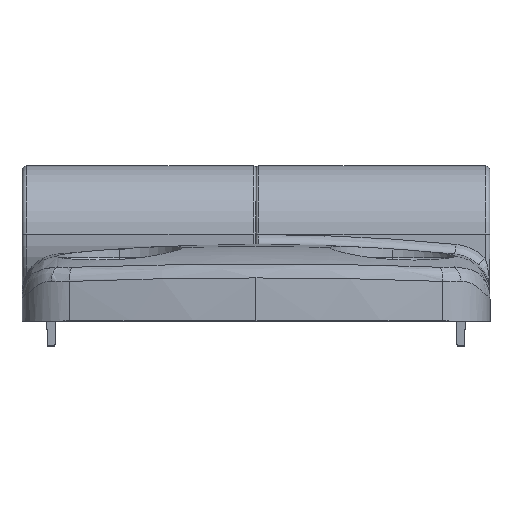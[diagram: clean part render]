
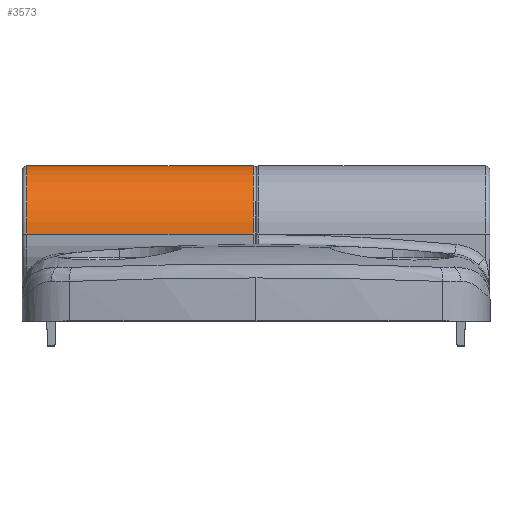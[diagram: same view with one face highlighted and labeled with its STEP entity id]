
A CAD part, top view. The second image highlights one B-rep face of the part: STEP entity #3573.
In plain terms, the highlighted cylindrical face has radius 7 mm (diameter 14 mm), a partial arc.
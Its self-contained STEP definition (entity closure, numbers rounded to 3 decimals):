
#16 = LINE ( 'NONE', #1634, #2331 ) ;
#22 = ORIENTED_EDGE ( 'NONE', *, *, #159, .T. ) ;
#62 = ORIENTED_EDGE ( 'NONE', *, *, #1639, .F. ) ;
#81 = CARTESIAN_POINT ( 'NONE',  ( 24., 8.95, -7. ) ) ;
#109 = DIRECTION ( 'NONE',  ( -1., 0., 0. ) ) ;
#159 = EDGE_CURVE ( 'NONE', #3576, #566, #3642, .T. ) ;
#229 = VERTEX_POINT ( 'NONE', #2815 ) ;
#566 = VERTEX_POINT ( 'NONE', #2980 ) ;
#651 = CYLINDRICAL_SURFACE ( 'NONE', #2155, 7. ) ;
#653 = EDGE_LOOP ( 'NONE', ( #62, #3367, #22, #2079 ) ) ;
#849 = CIRCLE ( 'NONE', #2914, 7. ) ;
#1019 = CARTESIAN_POINT ( 'NONE',  ( -0.3, 8.95, 7. ) ) ;
#1058 = DIRECTION ( 'NONE',  ( -1., 0., 0. ) ) ;
#1366 = DIRECTION ( 'NONE',  ( 0., 0., 1. ) ) ;
#1504 = EDGE_CURVE ( 'NONE', #566, #229, #849, .T. ) ;
#1625 = DIRECTION ( 'NONE',  ( -1., 0., 0. ) ) ;
#1634 = CARTESIAN_POINT ( 'NONE',  ( 24., 8.95, 7. ) ) ;
#1639 = EDGE_CURVE ( 'NONE', #2973, #229, #16, .T. ) ;
#1651 = CARTESIAN_POINT ( 'NONE',  ( 24., 8.95, 0. ) ) ;
#1816 = EDGE_CURVE ( 'NONE', #2973, #3576, #1933, .T. ) ;
#1933 = CIRCLE ( 'NONE', #2826, 7. ) ;
#1995 = VECTOR ( 'NONE', #109, 1000. ) ;
#2079 = ORIENTED_EDGE ( 'NONE', *, *, #1504, .T. ) ;
#2155 = AXIS2_PLACEMENT_3D ( 'NONE', #1651, #1058, #1366 ) ;
#2197 = DIRECTION ( 'NONE',  ( 0., 0., 1. ) ) ;
#2204 = DIRECTION ( 'NONE',  ( 1., 0., 0. ) ) ;
#2212 = CARTESIAN_POINT ( 'NONE',  ( -23.5, 8.95, 0. ) ) ;
#2331 = VECTOR ( 'NONE', #1625, 1000. ) ;
#2608 = FACE_OUTER_BOUND ( 'NONE', #653, .T. ) ;
#2689 = DIRECTION ( 'NONE',  ( 0., 0., -1. ) ) ;
#2694 = DIRECTION ( 'NONE',  ( -1., 0., 0. ) ) ;
#2707 = CARTESIAN_POINT ( 'NONE',  ( -0.3, 8.95, 0. ) ) ;
#2815 = CARTESIAN_POINT ( 'NONE',  ( -23.5, 8.95, 7. ) ) ;
#2826 = AXIS2_PLACEMENT_3D ( 'NONE', #2707, #2694, #2689 ) ;
#2914 = AXIS2_PLACEMENT_3D ( 'NONE', #2212, #2204, #2197 ) ;
#2973 = VERTEX_POINT ( 'NONE', #1019 ) ;
#2980 = CARTESIAN_POINT ( 'NONE',  ( -23.5, 8.95, -7. ) ) ;
#3367 = ORIENTED_EDGE ( 'NONE', *, *, #1816, .T. ) ;
#3545 = CARTESIAN_POINT ( 'NONE',  ( -0.3, 8.95, -7. ) ) ;
#3573 = ADVANCED_FACE ( 'NONE', ( #2608 ), #651, .T. ) ;
#3576 = VERTEX_POINT ( 'NONE', #3545 ) ;
#3642 = LINE ( 'NONE', #81, #1995 ) ;
